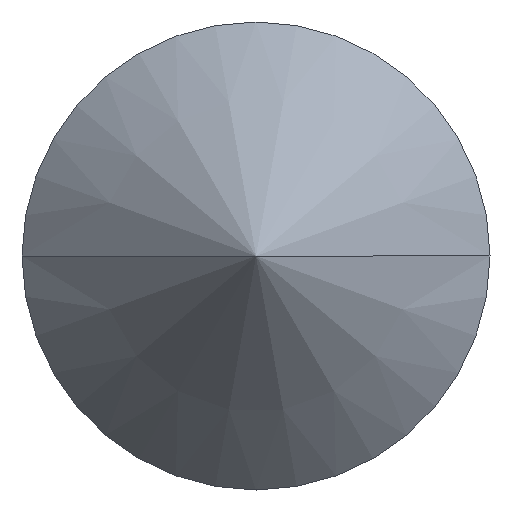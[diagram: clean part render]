
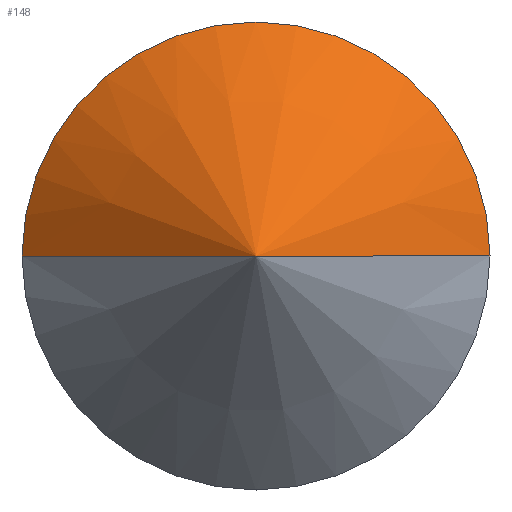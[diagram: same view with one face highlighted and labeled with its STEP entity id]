
A CAD part, front view. The second image highlights one B-rep face of the part: STEP entity #148.
In plain terms, the highlighted conical face has half-angle 45 degrees and reference radius 1000 mm.
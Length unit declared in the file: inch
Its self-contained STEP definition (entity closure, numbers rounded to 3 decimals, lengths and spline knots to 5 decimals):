
#1 = LINE ( 'NONE', #126, #124 ) ;
#3 = ORIENTED_EDGE ( 'NONE', *, *, #72, .T. ) ;
#11 = CARTESIAN_POINT ( 'NONE',  ( 0., 0., 0. ) ) ;
#24 = VERTEX_POINT ( 'NONE', #57 ) ;
#27 = CIRCLE ( 'NONE', #186, 0.1875 ) ;
#29 = DIRECTION ( 'NONE',  ( 1., 0., 0. ) ) ;
#52 = DIRECTION ( 'NONE',  ( -0.707, 0.707, 0. ) ) ;
#57 = CARTESIAN_POINT ( 'NONE',  ( 0.1875, 0.1875, 0. ) ) ;
#63 = VERTEX_POINT ( 'NONE', #11 ) ;
#67 = ORIENTED_EDGE ( 'NONE', *, *, #264, .T. ) ;
#69 = CONICAL_SURFACE ( 'NONE', #118, 39.37008, 0.785 ) ;
#72 = EDGE_CURVE ( 'NONE', #24, #241, #27, .T. ) ;
#107 = DIRECTION ( 'NONE',  ( -1., 0., 0. ) ) ;
#111 = ORIENTED_EDGE ( 'NONE', *, *, #132, .F. ) ;
#118 = AXIS2_PLACEMENT_3D ( 'NONE', #250, #265, #107 ) ;
#120 = LINE ( 'NONE', #209, #202 ) ;
#124 = VECTOR ( 'NONE', #212, 39.37008 ) ;
#126 = CARTESIAN_POINT ( 'NONE',  ( 0., 0., 0. ) ) ;
#132 = EDGE_CURVE ( 'NONE', #63, #241, #120, .T. ) ;
#148 = ADVANCED_FACE ( 'NONE', ( #194 ), #69, .T. ) ;
#166 = CARTESIAN_POINT ( 'NONE',  ( -0.1875, 0.1875, 0. ) ) ;
#186 = AXIS2_PLACEMENT_3D ( 'NONE', #253, #227, #29 ) ;
#193 = EDGE_LOOP ( 'NONE', ( #111, #67, #3 ) ) ;
#194 = FACE_OUTER_BOUND ( 'NONE', #193, .T. ) ;
#202 = VECTOR ( 'NONE', #52, 39.37008 ) ;
#209 = CARTESIAN_POINT ( 'NONE',  ( 0., 0., 0. ) ) ;
#212 = DIRECTION ( 'NONE',  ( 0.707, 0.707, 0. ) ) ;
#227 = DIRECTION ( 'NONE',  ( 0., -1., 0. ) ) ;
#241 = VERTEX_POINT ( 'NONE', #166 ) ;
#250 = CARTESIAN_POINT ( 'NONE',  ( 0., 39.37008, 0. ) ) ;
#253 = CARTESIAN_POINT ( 'NONE',  ( 0., 0.1875, 0. ) ) ;
#264 = EDGE_CURVE ( 'NONE', #63, #24, #1, .T. ) ;
#265 = DIRECTION ( 'NONE',  ( 0., 1., 0. ) ) ;
